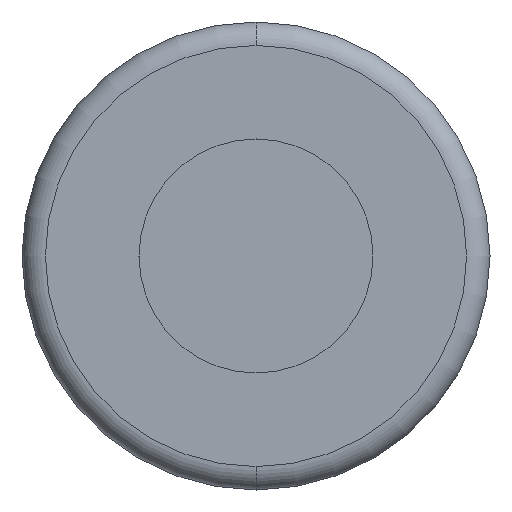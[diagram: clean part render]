
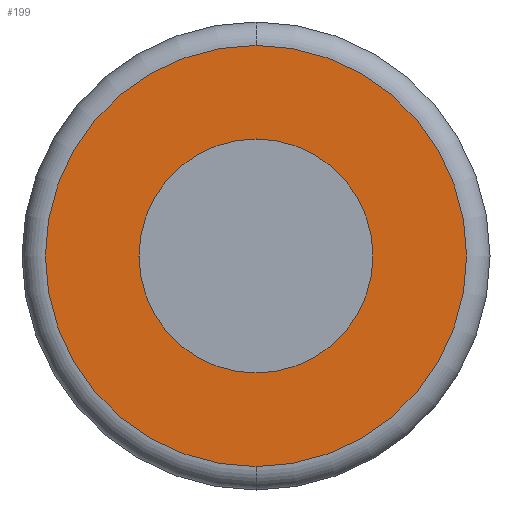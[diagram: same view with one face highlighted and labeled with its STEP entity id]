
A CAD part, front view. The second image highlights one B-rep face of the part: STEP entity #199.
In plain terms, the highlighted planar face has unit normal (0, -1, 0).
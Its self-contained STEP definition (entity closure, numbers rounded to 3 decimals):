
#36 = VERTEX_POINT ( 'NONE', #780 ) ;
#72 = DIRECTION ( 'NONE',  ( 0., 0., 1. ) ) ;
#91 = AXIS2_PLACEMENT_3D ( 'NONE', #185, #783, #600 ) ;
#94 = CIRCLE ( 'NONE', #620, 18. ) ;
#120 = ORIENTED_EDGE ( 'NONE', *, *, #206, .T. ) ;
#179 = PLANE ( 'NONE',  #641 ) ;
#185 = CARTESIAN_POINT ( 'NONE',  ( 0., 0., 0. ) ) ;
#193 = EDGE_LOOP ( 'NONE', ( #474, #419 ) ) ;
#199 = ADVANCED_FACE ( 'NONE', ( #658, #558 ), #179, .F. ) ;
#206 = EDGE_CURVE ( 'NONE', #331, #36, #465, .T. ) ;
#235 = VERTEX_POINT ( 'NONE', #249 ) ;
#243 = DIRECTION ( 'NONE',  ( 0., 0., 1. ) ) ;
#249 = CARTESIAN_POINT ( 'NONE',  ( 0., 0., 10. ) ) ;
#253 = CARTESIAN_POINT ( 'NONE',  ( 10., 0., 0. ) ) ;
#268 = AXIS2_PLACEMENT_3D ( 'NONE', #492, #604, #72 ) ;
#289 = CARTESIAN_POINT ( 'NONE',  ( 0., 0., -10. ) ) ;
#331 = VERTEX_POINT ( 'NONE', #443 ) ;
#354 = DIRECTION ( 'NONE',  ( 0., -1., 0. ) ) ;
#361 = DIRECTION ( 'NONE',  ( 0., 0., 1. ) ) ;
#411 = CARTESIAN_POINT ( 'NONE',  ( 0., 0., 0. ) ) ;
#419 = ORIENTED_EDGE ( 'NONE', *, *, #752, .T. ) ;
#430 = CIRCLE ( 'NONE', #785, 10. ) ;
#443 = CARTESIAN_POINT ( 'NONE',  ( 0., 0., -18. ) ) ;
#465 = CIRCLE ( 'NONE', #91, 18. ) ;
#472 = CIRCLE ( 'NONE', #268, 10. ) ;
#474 = ORIENTED_EDGE ( 'NONE', *, *, #732, .T. ) ;
#475 = DIRECTION ( 'NONE',  ( 0., 1., 0. ) ) ;
#492 = CARTESIAN_POINT ( 'NONE',  ( 0., 0., 0. ) ) ;
#525 = ORIENTED_EDGE ( 'NONE', *, *, #689, .T. ) ;
#540 = DIRECTION ( 'NONE',  ( 0., 0., 1. ) ) ;
#558 = FACE_BOUND ( 'NONE', #193, .T. ) ;
#584 = VERTEX_POINT ( 'NONE', #289 ) ;
#600 = DIRECTION ( 'NONE',  ( 0., 0., 1. ) ) ;
#604 = DIRECTION ( 'NONE',  ( 0., 1., 0. ) ) ;
#620 = AXIS2_PLACEMENT_3D ( 'NONE', #411, #354, #243 ) ;
#623 = CARTESIAN_POINT ( 'NONE',  ( 0., 0., 0. ) ) ;
#641 = AXIS2_PLACEMENT_3D ( 'NONE', #253, #475, #361 ) ;
#658 = FACE_OUTER_BOUND ( 'NONE', #736, .T. ) ;
#677 = DIRECTION ( 'NONE',  ( 0., 1., 0. ) ) ;
#689 = EDGE_CURVE ( 'NONE', #36, #331, #94, .T. ) ;
#732 = EDGE_CURVE ( 'NONE', #235, #584, #430, .T. ) ;
#736 = EDGE_LOOP ( 'NONE', ( #525, #120 ) ) ;
#752 = EDGE_CURVE ( 'NONE', #584, #235, #472, .T. ) ;
#780 = CARTESIAN_POINT ( 'NONE',  ( 0., 0., 18. ) ) ;
#783 = DIRECTION ( 'NONE',  ( 0., -1., 0. ) ) ;
#785 = AXIS2_PLACEMENT_3D ( 'NONE', #623, #677, #540 ) ;
